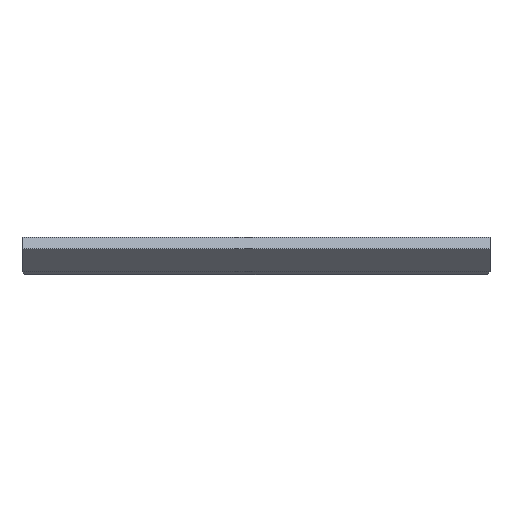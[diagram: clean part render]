
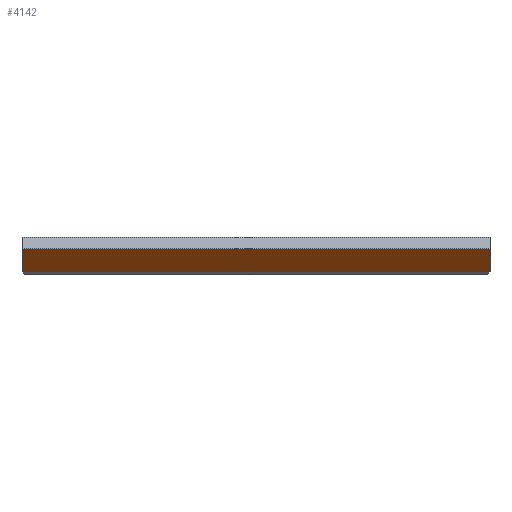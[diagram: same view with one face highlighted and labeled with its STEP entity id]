
A CAD part, left-side view. The second image highlights one B-rep face of the part: STEP entity #4142.
In plain terms, the highlighted planar face has unit normal (-0.707, 0, -0.707).
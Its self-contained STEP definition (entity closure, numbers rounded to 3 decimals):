
#630 = VERTEX_POINT('',#631);
#631 = CARTESIAN_POINT('',(81.429,64.803,
    0.4));
#670 = VERTEX_POINT('',#671);
#671 = CARTESIAN_POINT('',(78.329,127.803,
    3.5));
#677 = EDGE_CURVE('',#670,#678,#680,.T.);
#678 = VERTEX_POINT('',#679);
#679 = CARTESIAN_POINT('',(78.329,64.803,
    3.5));
#680 = LINE('',#681,#682);
#681 = CARTESIAN_POINT('',(78.329,127.803,
    3.5));
#682 = VECTOR('',#683,1.);
#683 = DIRECTION('',(0.,-1.,0.));
#700 = EDGE_CURVE('',#678,#630,#701,.T.);
#701 = LINE('',#702,#703);
#702 = CARTESIAN_POINT('',(78.329,64.803,
    3.5));
#703 = VECTOR('',#704,1.);
#704 = DIRECTION('',(0.707,0.,-0.707));
#2492 = EDGE_CURVE('',#2493,#670,#2495,.T.);
#2493 = VERTEX_POINT('',#2494);
#2494 = CARTESIAN_POINT('',(81.429,127.803,
    0.4));
#2495 = LINE('',#2496,#2497);
#2496 = CARTESIAN_POINT('',(81.429,127.803,
    0.4));
#2497 = VECTOR('',#2498,1.);
#2498 = DIRECTION('',(-0.707,0.,0.707));
#4142 = ADVANCED_FACE('',(#4143),#4154,.T.);
#4143 = FACE_BOUND('',#4144,.T.);
#4144 = EDGE_LOOP('',(#4145,#4146,#4147,#4153));
#4145 = ORIENTED_EDGE('',*,*,#677,.F.);
#4146 = ORIENTED_EDGE('',*,*,#2492,.F.);
#4147 = ORIENTED_EDGE('',*,*,#4148,.T.);
#4148 = EDGE_CURVE('',#2493,#630,#4149,.T.);
#4149 = LINE('',#4150,#4151);
#4150 = CARTESIAN_POINT('',(81.429,127.803,
    0.4));
#4151 = VECTOR('',#4152,1.);
#4152 = DIRECTION('',(0.,-1.,0.));
#4153 = ORIENTED_EDGE('',*,*,#700,.F.);
#4154 = PLANE('',#4155);
#4155 = AXIS2_PLACEMENT_3D('',#4156,#4157,#4158);
#4156 = CARTESIAN_POINT('',(79.879,96.303,
    1.95));
#4157 = DIRECTION('',(-0.707,0.,
    -0.707));
#4158 = DIRECTION('',(0.707,0.,-0.707));
